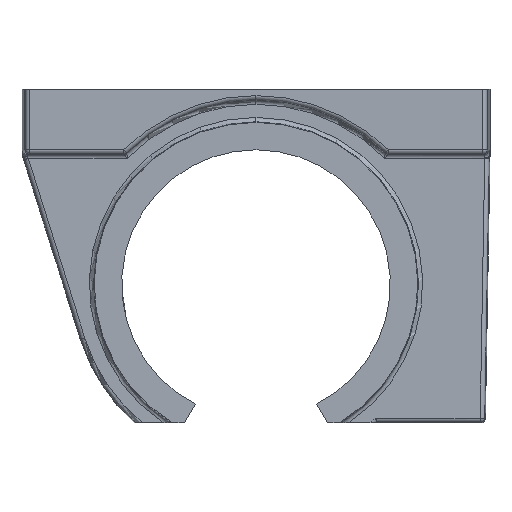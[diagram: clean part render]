
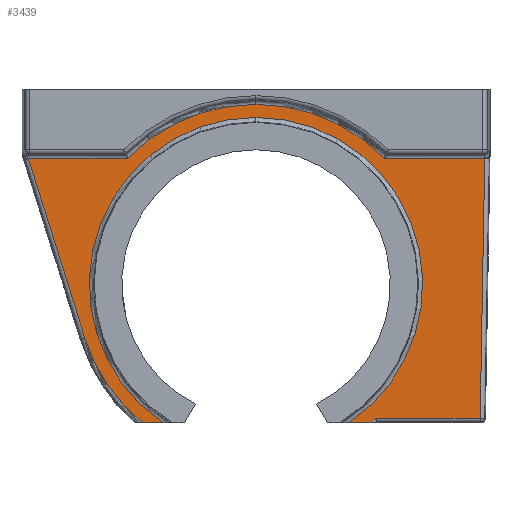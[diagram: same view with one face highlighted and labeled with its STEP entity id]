
A CAD part, front view. The second image highlights one B-rep face of the part: STEP entity #3439.
In plain terms, the highlighted planar face has unit normal (0, -1, 0).
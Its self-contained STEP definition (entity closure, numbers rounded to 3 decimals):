
#52 = EDGE_LOOP ( 'NONE', ( #3245, #2299, #3381, #1345, #1319, #803, #2811, #1803, #3122, #787, #1764, #1719, #4162 ) ) ;
#68 = LINE ( 'NONE', #3663, #3561 ) ;
#90 = DIRECTION ( 'NONE',  ( 0.017, 0., 1. ) ) ;
#99 = VERTEX_POINT ( 'NONE', #417 ) ;
#175 = CARTESIAN_POINT ( 'NONE',  ( 52.773, -13., -10.5 ) ) ;
#193 = CIRCLE ( 'NONE', #3497, 41.5 ) ;
#271 = EDGE_CURVE ( 'NONE', #2591, #3850, #4237, .T. ) ;
#318 = CARTESIAN_POINT ( 'NONE',  ( 0., -13., -71.5 ) ) ;
#417 = CARTESIAN_POINT ( 'NONE',  ( -29.686, -13., -10.5 ) ) ;
#460 = DIRECTION ( 'NONE',  ( 0., -1., 0. ) ) ;
#504 = DIRECTION ( 'NONE',  ( 0., 0., 1. ) ) ;
#516 = DIRECTION ( 'NONE',  ( 0., -1., 0. ) ) ;
#570 = DIRECTION ( 'NONE',  ( 0.3, 0., -0.954 ) ) ;
#603 = CIRCLE ( 'NONE', #4082, 38.465 ) ;
#674 = DIRECTION ( 'NONE',  ( 0., 0., 1. ) ) ;
#787 = ORIENTED_EDGE ( 'NONE', *, *, #2505, .T. ) ;
#803 = ORIENTED_EDGE ( 'NONE', *, *, #4216, .T. ) ;
#870 = AXIS2_PLACEMENT_3D ( 'NONE', #3198, #516, #1821 ) ;
#871 = VECTOR ( 'NONE', #2560, 1000. ) ;
#968 = LINE ( 'NONE', #4185, #4224 ) ;
#969 = CARTESIAN_POINT ( 'NONE',  ( 0., -13., -1.035 ) ) ;
#1054 = LINE ( 'NONE', #4042, #3012 ) ;
#1092 = AXIS2_PLACEMENT_3D ( 'NONE', #1514, #2530, #3409 ) ;
#1125 = DIRECTION ( 'NONE',  ( -1., 0., 0. ) ) ;
#1150 = VECTOR ( 'NONE', #1125, 1000. ) ;
#1212 = VECTOR ( 'NONE', #1271, 1000. ) ;
#1216 = AXIS2_PLACEMENT_3D ( 'NONE', #2907, #3633, #674 ) ;
#1251 = DIRECTION ( 'NONE',  ( 0., 0., 1. ) ) ;
#1271 = DIRECTION ( 'NONE',  ( 1., 0., 0. ) ) ;
#1319 = ORIENTED_EDGE ( 'NONE', *, *, #3664, .T. ) ;
#1345 = ORIENTED_EDGE ( 'NONE', *, *, #3095, .T. ) ;
#1380 = DIRECTION ( 'NONE',  ( -1., 0., 0. ) ) ;
#1402 = VERTEX_POINT ( 'NONE', #175 ) ;
#1421 = FACE_OUTER_BOUND ( 'NONE', #52, .T. ) ;
#1431 = CARTESIAN_POINT ( 'NONE',  ( 26.26, -13., -71.5 ) ) ;
#1488 = EDGE_CURVE ( 'NONE', #3044, #3850, #603, .T. ) ;
#1514 = CARTESIAN_POINT ( 'NONE',  ( 0., -13., -39.5 ) ) ;
#1536 = DIRECTION ( 'NONE',  ( 0., 0., 1. ) ) ;
#1688 = CARTESIAN_POINT ( 'NONE',  ( 29.686, -13., -10.5 ) ) ;
#1719 = ORIENTED_EDGE ( 'NONE', *, *, #3893, .T. ) ;
#1763 = DIRECTION ( 'NONE',  ( 0., 0., 1. ) ) ;
#1764 = ORIENTED_EDGE ( 'NONE', *, *, #4130, .F. ) ;
#1803 = ORIENTED_EDGE ( 'NONE', *, *, #2217, .T. ) ;
#1821 = DIRECTION ( 'NONE',  ( 0., 0., 1. ) ) ;
#1853 = EDGE_CURVE ( 'NONE', #1893, #2719, #3552, .T. ) ;
#1855 = CARTESIAN_POINT ( 'NONE',  ( -52.527, -13., -10.5 ) ) ;
#1893 = VERTEX_POINT ( 'NONE', #2192 ) ;
#1904 = VERTEX_POINT ( 'NONE', #1855 ) ;
#1929 = CARTESIAN_POINT ( 'NONE',  ( 0., -13., 2. ) ) ;
#2029 = CIRCLE ( 'NONE', #870, 41.395 ) ;
#2038 = AXIS2_PLACEMENT_3D ( 'NONE', #4073, #460, #1763 ) ;
#2041 = LINE ( 'NONE', #4048, #1150 ) ;
#2168 = CIRCLE ( 'NONE', #1216, 41.395 ) ;
#2192 = CARTESIAN_POINT ( 'NONE',  ( 27.551, -13., -70.395 ) ) ;
#2210 = CARTESIAN_POINT ( 'NONE',  ( 52.693, -13., -70.395 ) ) ;
#2215 = CARTESIAN_POINT ( 'NONE',  ( 0., -13., -39.5 ) ) ;
#2217 = EDGE_CURVE ( 'NONE', #99, #1904, #2041, .T. ) ;
#2299 = ORIENTED_EDGE ( 'NONE', *, *, #2306, .T. ) ;
#2306 = EDGE_CURVE ( 'NONE', #2591, #1893, #2029, .T. ) ;
#2418 = CARTESIAN_POINT ( 'NONE',  ( 0., -13., -39.5 ) ) ;
#2505 = EDGE_CURVE ( 'NONE', #3978, #2621, #2168, .T. ) ;
#2530 = DIRECTION ( 'NONE',  ( 0., 1., 0. ) ) ;
#2548 = VERTEX_POINT ( 'NONE', #1929 ) ;
#2560 = DIRECTION ( 'NONE',  ( -1., 0., 0. ) ) ;
#2591 = VERTEX_POINT ( 'NONE', #1431 ) ;
#2621 = VERTEX_POINT ( 'NONE', #3017 ) ;
#2719 = VERTEX_POINT ( 'NONE', #2959 ) ;
#2810 = AXIS2_PLACEMENT_3D ( 'NONE', #2418, #3718, #504 ) ;
#2811 = ORIENTED_EDGE ( 'NONE', *, *, #3467, .T. ) ;
#2851 = CARTESIAN_POINT ( 'NONE',  ( -39.485, -13., -51.93 ) ) ;
#2867 = CARTESIAN_POINT ( 'NONE',  ( 0., -13., -39.5 ) ) ;
#2907 = CARTESIAN_POINT ( 'NONE',  ( 0., -13., -39.5 ) ) ;
#2959 = CARTESIAN_POINT ( 'NONE',  ( 51.727, -13., -70.395 ) ) ;
#3012 = VECTOR ( 'NONE', #90, 1000. ) ;
#3017 = CARTESIAN_POINT ( 'NONE',  ( -26.26, -13., -71.5 ) ) ;
#3044 = VERTEX_POINT ( 'NONE', #969 ) ;
#3095 = EDGE_CURVE ( 'NONE', #2719, #1402, #1054, .T. ) ;
#3105 = PLANE ( 'NONE',  #2810 ) ;
#3122 = ORIENTED_EDGE ( 'NONE', *, *, #3912, .T. ) ;
#3198 = CARTESIAN_POINT ( 'NONE',  ( 0., -13., -39.5 ) ) ;
#3203 = DIRECTION ( 'NONE',  ( 0., -1., 0. ) ) ;
#3245 = ORIENTED_EDGE ( 'NONE', *, *, #271, .F. ) ;
#3381 = ORIENTED_EDGE ( 'NONE', *, *, #1853, .T. ) ;
#3409 = DIRECTION ( 'NONE',  ( 0., 0., 1. ) ) ;
#3415 = VECTOR ( 'NONE', #570, 1000. ) ;
#3439 = ADVANCED_FACE ( 'NONE', ( #1421 ), #3105, .F. ) ;
#3467 = EDGE_CURVE ( 'NONE', #2548, #99, #3891, .T. ) ;
#3497 = AXIS2_PLACEMENT_3D ( 'NONE', #2867, #3203, #1251 ) ;
#3552 = LINE ( 'NONE', #2210, #1212 ) ;
#3561 = VECTOR ( 'NONE', #1380, 1000. ) ;
#3567 = DIRECTION ( 'NONE',  ( -1., 0., 0. ) ) ;
#3633 = DIRECTION ( 'NONE',  ( 0., -1., 0. ) ) ;
#3644 = CARTESIAN_POINT ( 'NONE',  ( -21.344, -13., -71.5 ) ) ;
#3663 = CARTESIAN_POINT ( 'NONE',  ( 0., -13., -71.5 ) ) ;
#3664 = EDGE_CURVE ( 'NONE', #1402, #3993, #968, .T. ) ;
#3718 = DIRECTION ( 'NONE',  ( 0., 1., 0. ) ) ;
#3850 = VERTEX_POINT ( 'NONE', #3921 ) ;
#3891 = CIRCLE ( 'NONE', #2038, 41.5 ) ;
#3893 = EDGE_CURVE ( 'NONE', #4104, #3044, #4027, .T. ) ;
#3912 = EDGE_CURVE ( 'NONE', #1904, #3978, #4122, .T. ) ;
#3921 = CARTESIAN_POINT ( 'NONE',  ( 21.344, -13., -71.5 ) ) ;
#3978 = VERTEX_POINT ( 'NONE', #2851 ) ;
#3993 = VERTEX_POINT ( 'NONE', #1688 ) ;
#4025 = CARTESIAN_POINT ( 'NONE',  ( -39.485, -13., -51.93 ) ) ;
#4027 = CIRCLE ( 'NONE', #1092, 38.465 ) ;
#4042 = CARTESIAN_POINT ( 'NONE',  ( 52.781, -13., -10.054 ) ) ;
#4048 = CARTESIAN_POINT ( 'NONE',  ( -53.763, -13., -10.5 ) ) ;
#4073 = CARTESIAN_POINT ( 'NONE',  ( 0., -13., -39.5 ) ) ;
#4082 = AXIS2_PLACEMENT_3D ( 'NONE', #2215, #4140, #1536 ) ;
#4104 = VERTEX_POINT ( 'NONE', #3644 ) ;
#4122 = LINE ( 'NONE', #4025, #3415 ) ;
#4130 = EDGE_CURVE ( 'NONE', #4104, #2621, #68, .T. ) ;
#4140 = DIRECTION ( 'NONE',  ( 0., 1., 0. ) ) ;
#4162 = ORIENTED_EDGE ( 'NONE', *, *, #1488, .T. ) ;
#4185 = CARTESIAN_POINT ( 'NONE',  ( 30.104, -13., -10.5 ) ) ;
#4216 = EDGE_CURVE ( 'NONE', #3993, #2548, #193, .T. ) ;
#4224 = VECTOR ( 'NONE', #3567, 1000. ) ;
#4237 = LINE ( 'NONE', #318, #871 ) ;
